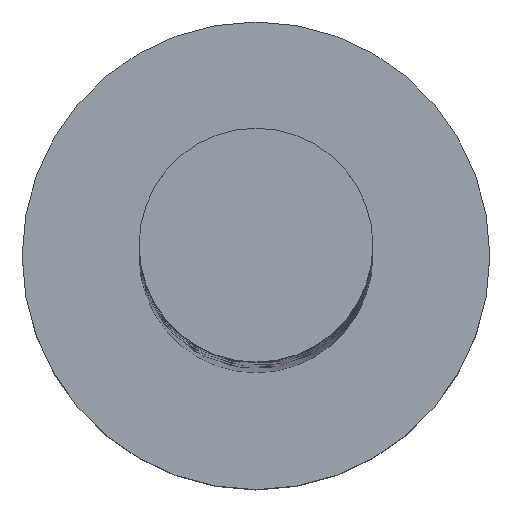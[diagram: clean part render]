
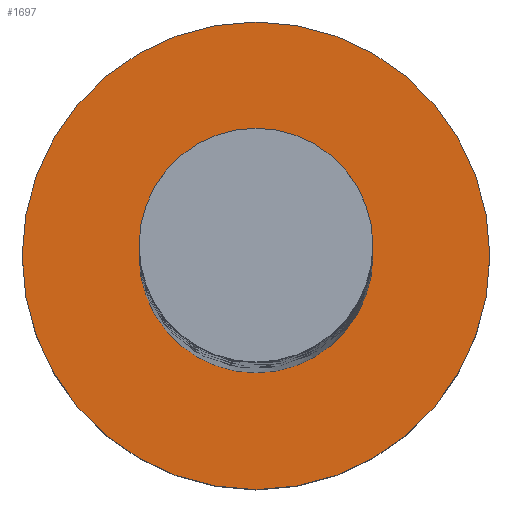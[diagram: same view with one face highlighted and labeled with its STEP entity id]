
A CAD part, top view. The second image highlights one B-rep face of the part: STEP entity #1697.
In plain terms, the highlighted planar face has unit normal (0, 0, 1).
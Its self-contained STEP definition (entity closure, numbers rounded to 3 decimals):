
#103 = AXIS2_PLACEMENT_3D ( 'NONE', #784, #1596, #1086 ) ;
#122 = ORIENTED_EDGE ( 'NONE', *, *, #869, .T. ) ;
#129 = AXIS2_PLACEMENT_3D ( 'NONE', #1673, #1117, #1656 ) ;
#131 = VERTEX_POINT ( 'NONE', #1488 ) ;
#217 = VERTEX_POINT ( 'NONE', #374 ) ;
#235 = CARTESIAN_POINT ( 'NONE',  ( 0., 0., 5. ) ) ;
#237 = AXIS2_PLACEMENT_3D ( 'NONE', #235, #1321, #771 ) ;
#244 = DIRECTION ( 'NONE',  ( 1., 0., 0. ) ) ;
#301 = FACE_BOUND ( 'NONE', #354, .T. ) ;
#350 = CIRCLE ( 'NONE', #721, 6. ) ;
#354 = EDGE_LOOP ( 'NONE', ( #475, #759 ) ) ;
#374 = CARTESIAN_POINT ( 'NONE',  ( 3., 0., 5. ) ) ;
#431 = CIRCLE ( 'NONE', #1423, 6. ) ;
#456 = EDGE_CURVE ( 'NONE', #1004, #217, #633, .T. ) ;
#475 = ORIENTED_EDGE ( 'NONE', *, *, #456, .F. ) ;
#631 = EDGE_CURVE ( 'NONE', #131, #766, #431, .T. ) ;
#633 = CIRCLE ( 'NONE', #103, 3. ) ;
#711 = CARTESIAN_POINT ( 'NONE',  ( 6., 0., 5. ) ) ;
#721 = AXIS2_PLACEMENT_3D ( 'NONE', #1061, #1329, #244 ) ;
#737 = EDGE_LOOP ( 'NONE', ( #1224, #122 ) ) ;
#759 = ORIENTED_EDGE ( 'NONE', *, *, #877, .F. ) ;
#766 = VERTEX_POINT ( 'NONE', #711 ) ;
#771 = DIRECTION ( 'NONE',  ( 1., 0., 0. ) ) ;
#784 = CARTESIAN_POINT ( 'NONE',  ( 0., 0., 5. ) ) ;
#869 = EDGE_CURVE ( 'NONE', #766, #131, #350, .T. ) ;
#877 = EDGE_CURVE ( 'NONE', #217, #1004, #1542, .T. ) ;
#973 = DIRECTION ( 'NONE',  ( 1., 0., 0. ) ) ;
#1004 = VERTEX_POINT ( 'NONE', #1210 ) ;
#1061 = CARTESIAN_POINT ( 'NONE',  ( 0., 0., 5. ) ) ;
#1086 = DIRECTION ( 'NONE',  ( 1., 0., 0. ) ) ;
#1117 = DIRECTION ( 'NONE',  ( 0., 0., 1. ) ) ;
#1144 = PLANE ( 'NONE',  #129 ) ;
#1210 = CARTESIAN_POINT ( 'NONE',  ( -3., 0., 5. ) ) ;
#1224 = ORIENTED_EDGE ( 'NONE', *, *, #631, .T. ) ;
#1321 = DIRECTION ( 'NONE',  ( 0., 0., 1. ) ) ;
#1329 = DIRECTION ( 'NONE',  ( 0., 0., 1. ) ) ;
#1386 = CARTESIAN_POINT ( 'NONE',  ( 0., 0., 5. ) ) ;
#1392 = FACE_OUTER_BOUND ( 'NONE', #737, .T. ) ;
#1423 = AXIS2_PLACEMENT_3D ( 'NONE', #1386, #1661, #973 ) ;
#1488 = CARTESIAN_POINT ( 'NONE',  ( -6., 0., 5. ) ) ;
#1542 = CIRCLE ( 'NONE', #237, 3. ) ;
#1596 = DIRECTION ( 'NONE',  ( 0., 0., 1. ) ) ;
#1656 = DIRECTION ( 'NONE',  ( 1., 0., 0. ) ) ;
#1661 = DIRECTION ( 'NONE',  ( 0., 0., 1. ) ) ;
#1673 = CARTESIAN_POINT ( 'NONE',  ( 0., 0., 5. ) ) ;
#1697 = ADVANCED_FACE ( 'NONE', ( #301, #1392 ), #1144, .T. ) ;
